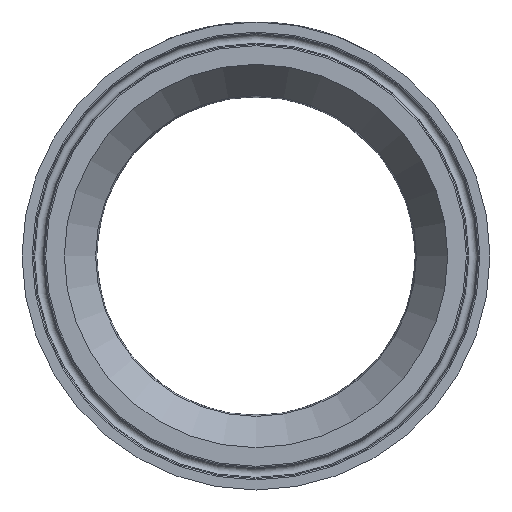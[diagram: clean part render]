
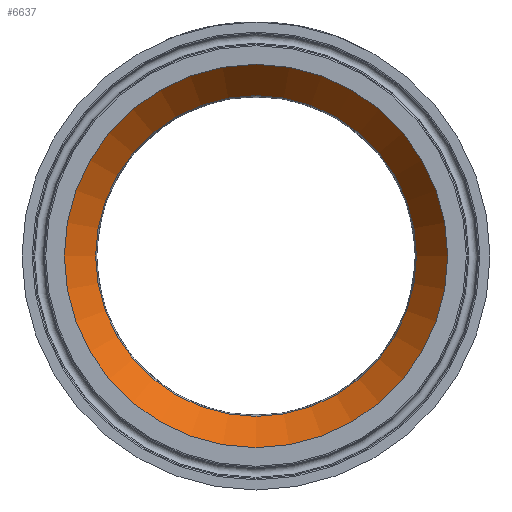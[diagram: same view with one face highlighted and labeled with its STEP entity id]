
A CAD part, left-side view. The second image highlights one B-rep face of the part: STEP entity #6637.
In plain terms, the highlighted conical face has half-angle 35.526 degrees and reference radius 44.581 mm.
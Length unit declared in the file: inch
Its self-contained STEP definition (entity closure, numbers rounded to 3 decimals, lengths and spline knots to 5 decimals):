
#21=CONICAL_SURFACE('',#7039,1.75518,35.526);
#111=FACE_BOUND('',#1218,.T.);
#804=FACE_OUTER_BOUND('',#1217,.T.);
#1217=EDGE_LOOP('',(#6187));
#1218=EDGE_LOOP('',(#6188));
#2275=CIRCLE('',#7037,1.60452);
#2276=CIRCLE('',#7040,1.917);
#3271=VERTEX_POINT('',#14389);
#3272=VERTEX_POINT('',#14393);
#4250=EDGE_CURVE('',#3271,#3271,#2275,.T.);
#4251=EDGE_CURVE('',#3272,#3272,#2276,.T.);
#6187=ORIENTED_EDGE('',*,*,#4251,.F.);
#6188=ORIENTED_EDGE('',*,*,#4250,.F.);
#6637=ADVANCED_FACE('',(#804,#111),#21,.F.);
#7037=AXIS2_PLACEMENT_3D('',#14390,#8270,#8271);
#7039=AXIS2_PLACEMENT_3D('',#14392,#8274,#8275);
#7040=AXIS2_PLACEMENT_3D('',#14394,#8276,#8277);
#8270=DIRECTION('center_axis',(-1.,0.,0.));
#8271=DIRECTION('ref_axis',(0.,-1.,0.));
#8274=DIRECTION('center_axis',(-1.,0.,0.));
#8275=DIRECTION('ref_axis',(0.,1.,0.));
#8276=DIRECTION('center_axis',(1.,0.,0.));
#8277=DIRECTION('ref_axis',(0.,1.,0.));
#14389=CARTESIAN_POINT('',(0.43766,1.60452,0.));
#14390=CARTESIAN_POINT('Origin',(0.43766,0.,0.));
#14392=CARTESIAN_POINT('Origin',(0.22665,0.,0.));
#14393=CARTESIAN_POINT('',(0.,1.917,0.));
#14394=CARTESIAN_POINT('Origin',(0.,0.,
0.));
